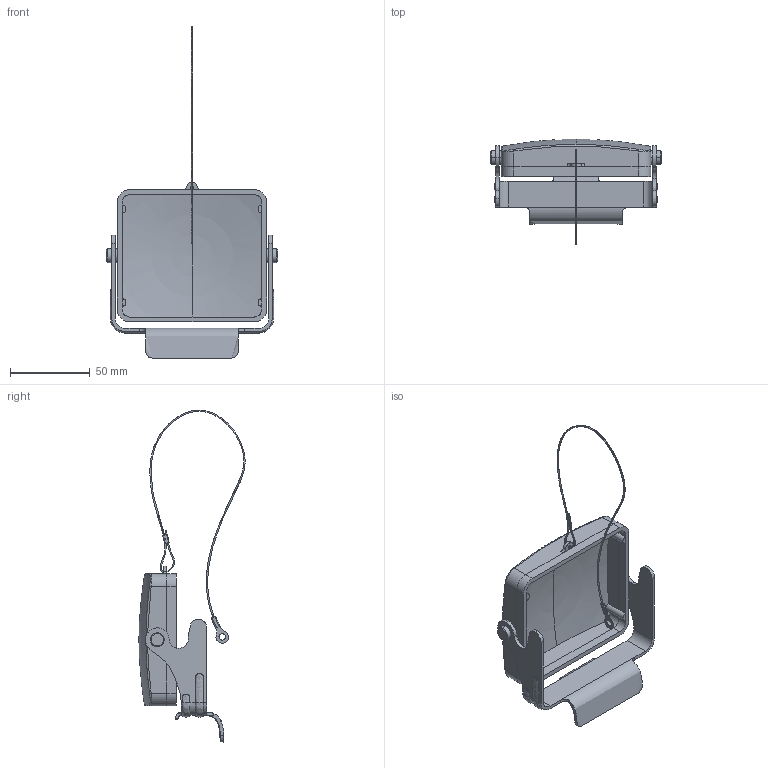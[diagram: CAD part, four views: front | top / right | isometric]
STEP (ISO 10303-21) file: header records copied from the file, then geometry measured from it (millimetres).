
FILE_DESCRIPTION (( 'STEP AP214' ), '1' );
FILE_NAME ('ZP-MC32B-2-SCVLM.step', '2015-08-12T18:13:44', ( '' ), ( '' ), 'SwSTEP 2.0', 'SolidWorks 2014', '' );
FILE_SCHEMA (( 'AUTOMOTIVE_DESIGN' ));
Length unit declared in the file: millimetre
Products named in the file (1): ZP-MC32B-2-SCVLM
Bounding box: 107.78 x 66.81 x 208.69 mm (x, y, z)
Volume: 52609.8 mm3; surface area: 40514.5 mm2
Topology: 4 solids, 4 shells, 192 faces, 481 edges, 296 vertices
Faces by surface type: plane 77, cylinder 75, bspline 32, torus 4, cone 4
Entity records: 9629 total; most frequent: CARTESIAN_POINT 4284, ORIENTED_EDGE 954, DIRECTION 849, EDGE_CURVE 477, AXIS2_PLACEMENT_3D 299, VERTEX_POINT 296, VECTOR 251, LINE 251
